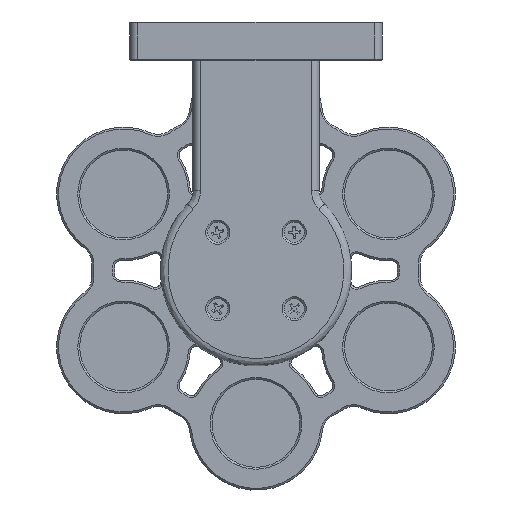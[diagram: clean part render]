
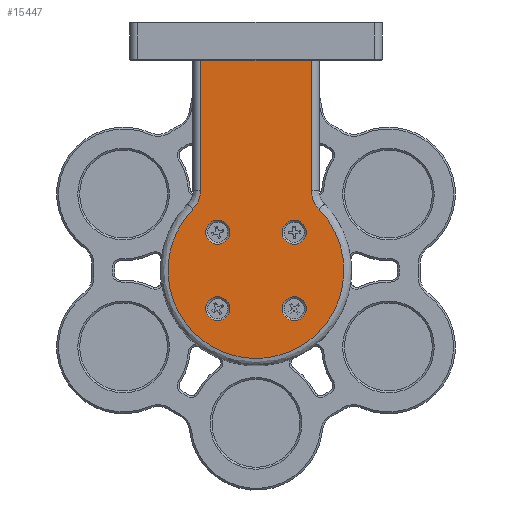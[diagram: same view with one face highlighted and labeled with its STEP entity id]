
A CAD part, front view. The second image highlights one B-rep face of the part: STEP entity #15447.
In plain terms, the highlighted planar face has unit normal (0, -1, 0).
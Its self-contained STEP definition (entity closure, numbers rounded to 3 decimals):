
#229 = DIRECTION ( 'NONE',  ( 0., 0., -1. ) ) ;
#300 = ORIENTED_EDGE ( 'NONE', *, *, #20687, .F. ) ;
#858 = CARTESIAN_POINT ( 'NONE',  ( -57.364, 2.189, 87.364 ) ) ;
#1101 = AXIS2_PLACEMENT_3D ( 'NONE', #13713, #15219, #15435 ) ;
#1509 = ORIENTED_EDGE ( 'NONE', *, *, #14392, .F. ) ;
#1688 = CARTESIAN_POINT ( 'NONE',  ( -42.169, 2.189, 47. ) ) ;
#1797 = CARTESIAN_POINT ( 'NONE',  ( -66.005, 2.189, 47. ) ) ;
#2426 = DIRECTION ( 'NONE',  ( 0., -1., 0. ) ) ;
#2616 = CARTESIAN_POINT ( 'NONE',  ( -32.169, 2.189, 60. ) ) ;
#2662 = EDGE_LOOP ( 'NONE', ( #19350 ) ) ;
#2819 = FACE_BOUND ( 'NONE', #2662, .T. ) ;
#3055 = EDGE_CURVE ( 'NONE', #5359, #5359, #21457, .T. ) ;
#3384 = ORIENTED_EDGE ( 'NONE', *, *, #12056, .F. ) ;
#3522 =( BOUNDED_CURVE ( )  B_SPLINE_CURVE ( 3, ( #9587, #858, #14876, #21852 ),
 .UNSPECIFIED., .F., .T. ) 
 B_SPLINE_CURVE_WITH_KNOTS ( ( 4, 4 ),
 ( 0., 1. ),
 .UNSPECIFIED. ) 
 CURVE ( )  GEOMETRIC_REPRESENTATION_ITEM ( )  RATIONAL_B_SPLINE_CURVE ( ( 1., 0.951, 0.951, 1. ) ) 
 REPRESENTATION_ITEM ( '' )  );
#3983 = DIRECTION ( 'NONE',  ( 0., 0., 1. ) ) ;
#4251 = EDGE_CURVE ( 'NONE', #18988, #7586, #6133, .T. ) ;
#4405 = CARTESIAN_POINT ( 'NONE',  ( -42.169, 2.189, 125. ) ) ;
#4489 = DIRECTION ( 'NONE',  ( 0., -1., 0. ) ) ;
#4775 = EDGE_CURVE ( 'NONE', #16946, #18988, #12599, .T. ) ;
#5295 = CARTESIAN_POINT ( 'NONE',  ( -27.669, 2.189, 90.922 ) ) ;
#5341 = CARTESIAN_POINT ( 'NONE',  ( -56.669, 2.189, 90.922 ) ) ;
#5359 = VERTEX_POINT ( 'NONE', #8794 ) ;
#5398 = CARTESIAN_POINT ( 'NONE',  ( -52.169, 2.189, 80. ) ) ;
#5999 = CARTESIAN_POINT ( 'NONE',  ( -25.686, 2.189, 86.041 ) ) ;
#6133 = LINE ( 'NONE', #4405, #7602 ) ;
#6150 = EDGE_CURVE ( 'NONE', #9495, #9495, #15004, .T. ) ;
#6513 = EDGE_CURVE ( 'NONE', #10145, #15818, #18350, .T. ) ;
#6860 = CARTESIAN_POINT ( 'NONE',  ( -25.686, 2.189, 86.041 ) ) ;
#7078 = CIRCLE ( 'NONE', #18097, 3.15 ) ;
#7353 = DIRECTION ( 'NONE',  ( 0., 0., -1. ) ) ;
#7586 = VERTEX_POINT ( 'NONE', #22648 ) ;
#7602 = VECTOR ( 'NONE', #11400, 1000. ) ;
#7706 = ORIENTED_EDGE ( 'NONE', *, *, #3055, .F. ) ;
#7707 = CARTESIAN_POINT ( 'NONE',  ( -27.669, 2.189, 90.922 ) ) ;
#7816 = CIRCLE ( 'NONE', #15151, 3.15 ) ;
#8150 = DIRECTION ( 'NONE',  ( 0., 0., -1. ) ) ;
#8230 = EDGE_LOOP ( 'NONE', ( #10252, #18625, #18126, #15479, #17316, #3384 ) ) ;
#8336 = DIRECTION ( 'NONE',  ( 0., 0., -1. ) ) ;
#8687 = CARTESIAN_POINT ( 'NONE',  ( -58.653, 2.189, 86.041 ) ) ;
#8794 = CARTESIAN_POINT ( 'NONE',  ( -32.169, 2.189, 76.85 ) ) ;
#9081 = CARTESIAN_POINT ( 'NONE',  ( -32.169, 2.189, 80. ) ) ;
#9235 = CARTESIAN_POINT ( 'NONE',  ( -58.653, 2.189, 86.041 ) ) ;
#9495 = VERTEX_POINT ( 'NONE', #9606 ) ;
#9587 = CARTESIAN_POINT ( 'NONE',  ( -58.653, 2.189, 86.041 ) ) ;
#9606 = CARTESIAN_POINT ( 'NONE',  ( -52.169, 2.189, 76.85 ) ) ;
#9620 = DIRECTION ( 'NONE',  ( 0., -1., 0. ) ) ;
#9789 = EDGE_LOOP ( 'NONE', ( #300 ) ) ;
#9930 = FACE_BOUND ( 'NONE', #9789, .T. ) ;
#10044 = FACE_BOUND ( 'NONE', #19220, .T. ) ;
#10145 = VERTEX_POINT ( 'NONE', #17674 ) ;
#10157 = FACE_BOUND ( 'NONE', #14574, .T. ) ;
#10252 = ORIENTED_EDGE ( 'NONE', *, *, #16924, .F. ) ;
#10525 = CARTESIAN_POINT ( 'NONE',  ( -9.063, 2.189, 68.958 ) ) ;
#11400 = DIRECTION ( 'NONE',  ( 1., 0., 0. ) ) ;
#11573 = AXIS2_PLACEMENT_3D ( 'NONE', #9081, #2426, #7353 ) ;
#12056 = EDGE_CURVE ( 'NONE', #13890, #10145, #15996, .T. ) ;
#12373 = CARTESIAN_POINT ( 'NONE',  ( -75.276, 2.189, 68.958 ) ) ;
#12599 = LINE ( 'NONE', #19707, #13836 ) ;
#13595 = PLANE ( 'NONE',  #1101 ) ;
#13713 = CARTESIAN_POINT ( 'NONE',  ( -42.169, 2.189, 70. ) ) ;
#13836 = VECTOR ( 'NONE', #3983, 1000. ) ;
#13866 = CARTESIAN_POINT ( 'NONE',  ( -18.334, 2.189, 47. ) ) ;
#13890 = VERTEX_POINT ( 'NONE', #5295 ) ;
#14376 = CARTESIAN_POINT ( 'NONE',  ( -27.669, 2.189, 89.075 ) ) ;
#14392 = EDGE_CURVE ( 'NONE', #18772, #18772, #7816, .T. ) ;
#14538 = CARTESIAN_POINT ( 'NONE',  ( -52.169, 2.189, 56.85 ) ) ;
#14574 = EDGE_LOOP ( 'NONE', ( #1509 ) ) ;
#14722 = CARTESIAN_POINT ( 'NONE',  ( -26.974, 2.189, 87.364 ) ) ;
#14794 = LINE ( 'NONE', #20169, #18884 ) ;
#14876 = CARTESIAN_POINT ( 'NONE',  ( -56.669, 2.189, 89.075 ) ) ;
#15004 = CIRCLE ( 'NONE', #19371, 3.15 ) ;
#15151 = AXIS2_PLACEMENT_3D ( 'NONE', #2616, #9620, #8336 ) ;
#15219 = DIRECTION ( 'NONE',  ( 0., 1., 0. ) ) ;
#15435 = DIRECTION ( 'NONE',  ( 0., 0., 1. ) ) ;
#15447 = ADVANCED_FACE ( 'NONE', ( #18445, #10157, #2819, #10044, #9930 ), #13595, .F. ) ;
#15479 = ORIENTED_EDGE ( 'NONE', *, *, #17458, .F. ) ;
#15818 = VERTEX_POINT ( 'NONE', #9235 ) ;
#15958 = DIRECTION ( 'NONE',  ( 0., -1., 0. ) ) ;
#15996 =( BOUNDED_CURVE ( )  B_SPLINE_CURVE ( 3, ( #7707, #14376, #14722, #5999 ),
 .UNSPECIFIED., .F., .T. ) 
 B_SPLINE_CURVE_WITH_KNOTS ( ( 4, 4 ),
 ( 0., 1. ),
 .UNSPECIFIED. ) 
 CURVE ( )  GEOMETRIC_REPRESENTATION_ITEM ( )  RATIONAL_B_SPLINE_CURVE ( ( 1., 0.951, 0.951, 1. ) ) 
 REPRESENTATION_ITEM ( '' )  );
#16924 = EDGE_CURVE ( 'NONE', #7586, #13890, #14794, .T. ) ;
#16946 = VERTEX_POINT ( 'NONE', #5341 ) ;
#17316 = ORIENTED_EDGE ( 'NONE', *, *, #6513, .F. ) ;
#17458 = EDGE_CURVE ( 'NONE', #15818, #16946, #3522, .T. ) ;
#17674 = CARTESIAN_POINT ( 'NONE',  ( -25.686, 2.189, 86.041 ) ) ;
#18097 = AXIS2_PLACEMENT_3D ( 'NONE', #20000, #4489, #8150 ) ;
#18126 = ORIENTED_EDGE ( 'NONE', *, *, #4775, .F. ) ;
#18350 =( BOUNDED_CURVE ( )  B_SPLINE_CURVE ( 3, ( #6860, #10525, #13866, #1688, #1797, #12373, #8687 ),
 .UNSPECIFIED., .F., .F. ) 
 B_SPLINE_CURVE_WITH_KNOTS ( ( 4, 3, 4 ),
 ( 0., 0.5, 1. ),
 .UNSPECIFIED. ) 
 CURVE ( )  GEOMETRIC_REPRESENTATION_ITEM ( )  RATIONAL_B_SPLINE_CURVE ( ( 1., 0.593, 0.593, 1., 0.593, 0.593, 1. ) ) 
 REPRESENTATION_ITEM ( '' )  );
#18445 = FACE_OUTER_BOUND ( 'NONE', #8230, .T. ) ;
#18625 = ORIENTED_EDGE ( 'NONE', *, *, #4251, .F. ) ;
#18772 = VERTEX_POINT ( 'NONE', #19107 ) ;
#18832 = VERTEX_POINT ( 'NONE', #14538 ) ;
#18884 = VECTOR ( 'NONE', #21766, 1000. ) ;
#18988 = VERTEX_POINT ( 'NONE', #19869 ) ;
#19107 = CARTESIAN_POINT ( 'NONE',  ( -32.169, 2.189, 56.85 ) ) ;
#19220 = EDGE_LOOP ( 'NONE', ( #7706 ) ) ;
#19350 = ORIENTED_EDGE ( 'NONE', *, *, #6150, .F. ) ;
#19371 = AXIS2_PLACEMENT_3D ( 'NONE', #5398, #15958, #229 ) ;
#19707 = CARTESIAN_POINT ( 'NONE',  ( -56.669, 2.189, 70. ) ) ;
#19869 = CARTESIAN_POINT ( 'NONE',  ( -56.669, 2.189, 125. ) ) ;
#20000 = CARTESIAN_POINT ( 'NONE',  ( -52.169, 2.189, 60. ) ) ;
#20169 = CARTESIAN_POINT ( 'NONE',  ( -27.669, 2.189, 70. ) ) ;
#20687 = EDGE_CURVE ( 'NONE', #18832, #18832, #7078, .T. ) ;
#21457 = CIRCLE ( 'NONE', #11573, 3.15 ) ;
#21766 = DIRECTION ( 'NONE',  ( 0., 0., -1. ) ) ;
#21852 = CARTESIAN_POINT ( 'NONE',  ( -56.669, 2.189, 90.922 ) ) ;
#22648 = CARTESIAN_POINT ( 'NONE',  ( -27.669, 2.189, 125. ) ) ;
